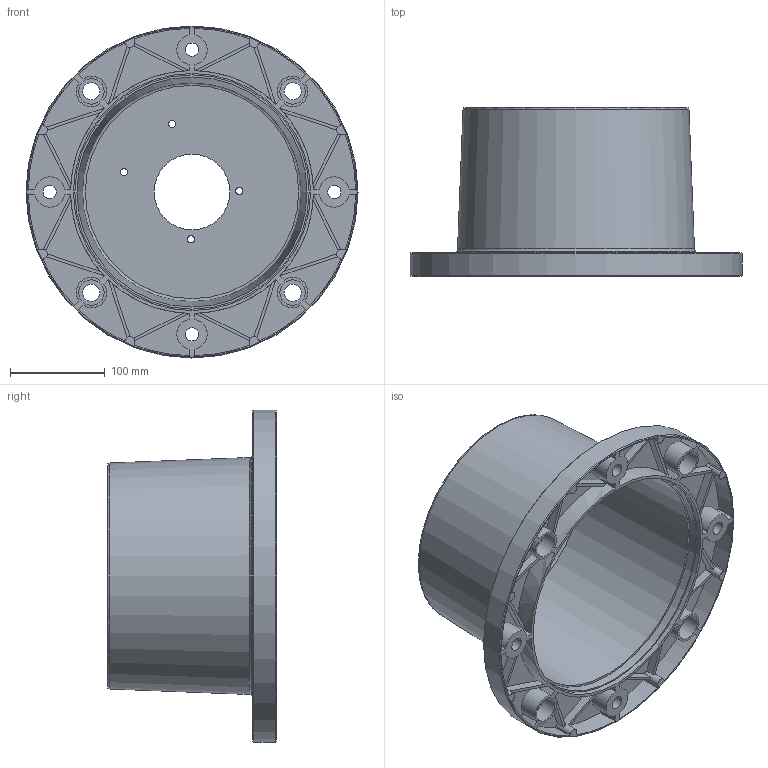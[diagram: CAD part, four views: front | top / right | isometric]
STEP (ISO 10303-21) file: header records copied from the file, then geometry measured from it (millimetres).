
FILE_DESCRIPTION(('STEP AP203'),'2;1');
FILE_NAME('LBS31.stp','2005-07-21T17:23:48',(''),(''),'9.0.0','THINKDESIGN','');
FILE_SCHEMA(('CONFIG_CONTROL_DESIGN'));
Length unit declared in the file: millimetre
Bounding box: 350 x 178 x 350 mm (x, y, z)
Volume: 1298642.2 mm3; surface area: 528505.5 mm2
Topology: 1 solids, 1 shells, 222 faces, 648 edges, 444 vertices
Faces by surface type: plane 130, cylinder 85, bspline 7
Full cylindrical faces by diameter (mm): 7.5 x4, 14 x4, 18 x4, 27 x4, 80 x1, 247 x1, 250 x1, 253 x1, 350 x1
Entity records: 7790 total; most frequent: CARTESIAN_POINT 1460, DIRECTION 1365, ORIENTED_EDGE 1296, EDGE_CURVE 648, AXIS2_PLACEMENT_3D 502, VERTEX_POINT 444, VECTOR 361, LINE 361
